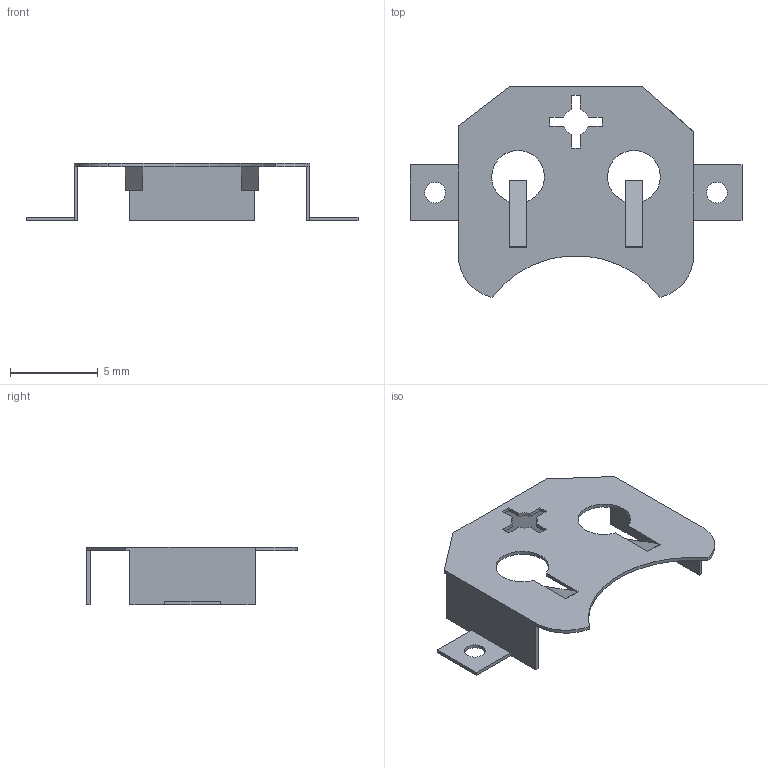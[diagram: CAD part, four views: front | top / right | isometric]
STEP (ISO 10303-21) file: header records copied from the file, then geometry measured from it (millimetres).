
FILE_DESCRIPTION(/* description */ ('model of BatteryHolder_Keystone_3000_1x12mm'),/* implementation_level */ '2;1');
FILE_NAME(/* name */ 'BatteryHolder_Keystone_3000_1x12mm.step',/* time_stamp */ '2018-12-13T16:15:07',/* author */ ('kicad StepUp','ksu'),/* organization */ ('FreeCAD'),/* preprocessor_version */ 'OCC',/* originating_system */ 'kicad StepUp',/* authorisation */ '');
FILE_SCHEMA(('AUTOMOTIVE_DESIGN { 1 0 10303 214 1 1 1 1 }'));
Length unit declared in the file: millimetre
Products named in the file (1): Keystone_3000_1x12mm
Bounding box: 18.92 x 12.01 x 3.28 mm (x, y, z)
Volume: 40.5 mm3; surface area: 432.4 mm2
Topology: 2 solids, 2 shells, 82 faces, 228 edges, 150 vertices
Faces by surface type: plane 71, cylinder 11
Full cylindrical faces by diameter (mm): 1.19 x2
Entity records: 1820 total; most frequent: ORIENTED_EDGE 365, CARTESIAN_POINT 286, EDGE_CURVE 228, LINE 167, VERTEX_POINT 150, FACE_BOUND 92, EDGE_LOOP 92, AXIS2_PLACEMENT_3D 84
